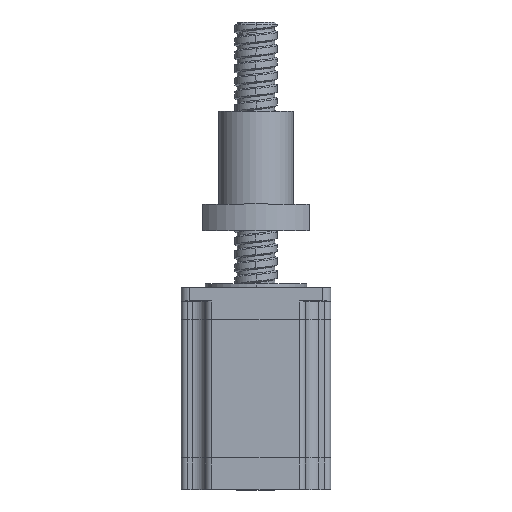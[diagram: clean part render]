
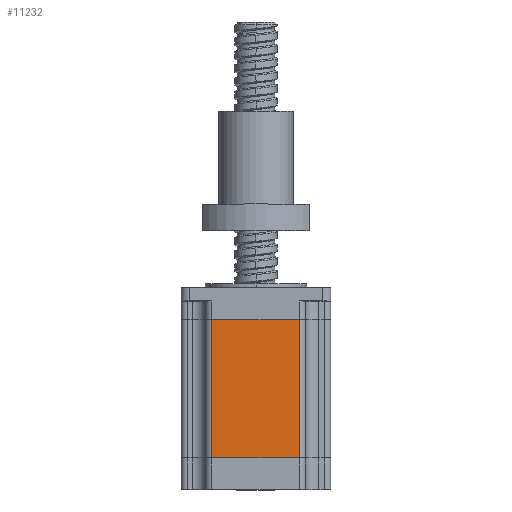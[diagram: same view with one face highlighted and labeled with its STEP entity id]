
A CAD part, top view. The second image highlights one B-rep face of the part: STEP entity #11232.
In plain terms, the highlighted planar face has unit normal (0, 0, 1).
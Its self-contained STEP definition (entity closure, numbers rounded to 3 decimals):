
#314 = CARTESIAN_POINT ( 'NONE',  ( 25.1, 5., 28.1 ) ) ;
#931 = CARTESIAN_POINT ( 'NONE',  ( -16.7, -58.99, 28.1 ) ) ;
#2020 = DIRECTION ( 'NONE',  ( 0., 1., 0. ) ) ;
#2927 = CARTESIAN_POINT ( 'NONE',  ( 25.1, -58.99, 28.1 ) ) ;
#3629 = DIRECTION ( 'NONE',  ( 0., 1., 0. ) ) ;
#3644 = EDGE_CURVE ( 'NONE', #20309, #4223, #13099, .T. ) ;
#4223 = VERTEX_POINT ( 'NONE', #931 ) ;
#4563 = VERTEX_POINT ( 'NONE', #19732 ) ;
#5327 = LINE ( 'NONE', #17346, #14909 ) ;
#5407 = CARTESIAN_POINT ( 'NONE',  ( -16.7, -7.001, 28.1 ) ) ;
#5559 = DIRECTION ( 'NONE',  ( 0., 0., -1. ) ) ;
#6452 = DIRECTION ( 'NONE',  ( -1., 0., 0. ) ) ;
#6456 = ORIENTED_EDGE ( 'NONE', *, *, #16976, .F. ) ;
#6627 = AXIS2_PLACEMENT_3D ( 'NONE', #314, #5559, #16201 ) ;
#7970 = VECTOR ( 'NONE', #2020, 1000. ) ;
#8711 = EDGE_LOOP ( 'NONE', ( #20428, #18828, #6456, #10117 ) ) ;
#8887 = PLANE ( 'NONE',  #6627 ) ;
#9347 = FACE_OUTER_BOUND ( 'NONE', #8711, .T. ) ;
#10117 = ORIENTED_EDGE ( 'NONE', *, *, #16342, .F. ) ;
#11232 = ADVANCED_FACE ( 'NONE', ( #9347 ), #8887, .F. ) ;
#13099 = LINE ( 'NONE', #2927, #20341 ) ;
#13827 = CARTESIAN_POINT ( 'NONE',  ( 16.3, -58.99, 28.1 ) ) ;
#13919 = LINE ( 'NONE', #17453, #7970 ) ;
#14909 = VECTOR ( 'NONE', #3629, 1000. ) ;
#15929 = LINE ( 'NONE', #21416, #21086 ) ;
#16201 = DIRECTION ( 'NONE',  ( -1., 0., 0. ) ) ;
#16277 = EDGE_CURVE ( 'NONE', #20309, #4563, #5327, .T. ) ;
#16342 = EDGE_CURVE ( 'NONE', #4223, #21160, #13919, .T. ) ;
#16976 = EDGE_CURVE ( 'NONE', #21160, #4563, #15929, .T. ) ;
#17346 = CARTESIAN_POINT ( 'NONE',  ( 16.3, -71., 28.1 ) ) ;
#17453 = CARTESIAN_POINT ( 'NONE',  ( -16.7, -71., 28.1 ) ) ;
#18828 = ORIENTED_EDGE ( 'NONE', *, *, #16277, .T. ) ;
#19732 = CARTESIAN_POINT ( 'NONE',  ( 16.3, -7.001, 28.1 ) ) ;
#20309 = VERTEX_POINT ( 'NONE', #13827 ) ;
#20341 = VECTOR ( 'NONE', #6452, 1000. ) ;
#20428 = ORIENTED_EDGE ( 'NONE', *, *, #3644, .F. ) ;
#21086 = VECTOR ( 'NONE', #21190, 1000. ) ;
#21160 = VERTEX_POINT ( 'NONE', #5407 ) ;
#21190 = DIRECTION ( 'NONE',  ( 1., 0., 0. ) ) ;
#21416 = CARTESIAN_POINT ( 'NONE',  ( 25.1, -7.001, 28.1 ) ) ;
